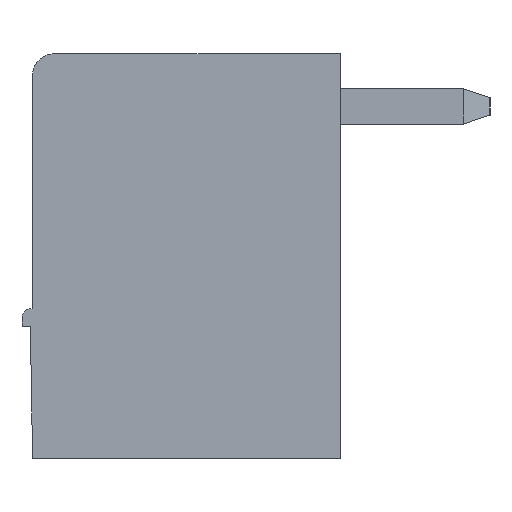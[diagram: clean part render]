
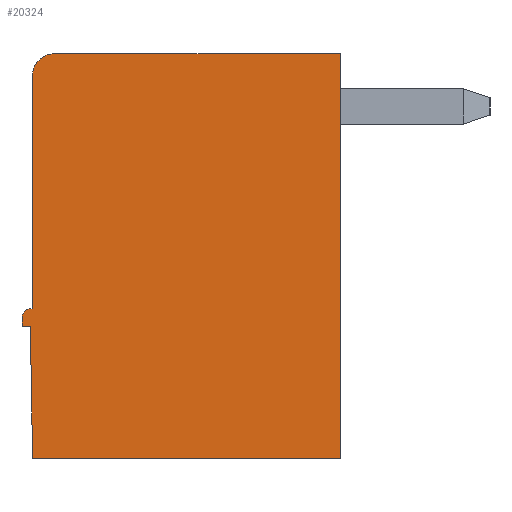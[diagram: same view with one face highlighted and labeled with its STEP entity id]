
A CAD part, left-side view. The second image highlights one B-rep face of the part: STEP entity #20324.
In plain terms, the highlighted planar face has unit normal (-1, 0, 0).
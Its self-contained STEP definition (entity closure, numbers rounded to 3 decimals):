
#3033=DIRECTION('',(0.,-1.,0.));
#3034=VECTOR('',#3033,0.19);
#3035=CARTESIAN_POINT('',(-17.54,7.29,-6.2));
#3036=LINE('',#3035,#3034);
#3041=DIRECTION('',(0.,0.,-1.));
#3042=VECTOR('',#3041,0.2);
#3043=CARTESIAN_POINT('',(-17.54,7.29,-6.));
#3044=LINE('',#3043,#3042);
#3053=DIRECTION('',(0.,1.,0.));
#3054=VECTOR('',#3053,0.04);
#3055=CARTESIAN_POINT('',(-17.54,7.05,
-5.8));
#3056=LINE('',#3055,#3054);
#7256=DIRECTION('',(0.,1.,0.));
#7257=VECTOR('',#7256,7.);
#7258=CARTESIAN_POINT('',(-17.54,0.05,
-9.2));
#7259=LINE('',#7258,#7257);
#7260=DIRECTION('',(0.,0.017,1.));
#7261=VECTOR('',#7260,3.);
#7262=CARTESIAN_POINT('',(-17.54,7.05,
-9.2));
#7263=LINE('',#7262,#7261);
#7264=CARTESIAN_POINT('',(-17.54,7.09,
-6.));
#7265=DIRECTION('',(1.,0.,0.));
#7266=DIRECTION('',(0.,1.,0.));
#7267=AXIS2_PLACEMENT_3D('',#7264,#7265,#7266);
#7269=DIRECTION('',(0.,0.,1.));
#7270=VECTOR('',#7269,5.3);
#7271=CARTESIAN_POINT('',(-17.54,7.05,
-5.8));
#7272=LINE('',#7271,#7270);
#7273=CARTESIAN_POINT('',(-17.54,6.55,
-0.5));
#7274=DIRECTION('',(1.,0.,0.));
#7275=DIRECTION('',(0.,1.,0.));
#7276=AXIS2_PLACEMENT_3D('',#7273,#7274,#7275);
#7278=DIRECTION('',(0.,-1.,0.));
#7279=VECTOR('',#7278,6.5);
#7280=CARTESIAN_POINT('',(-17.54,6.55,
0.));
#7281=LINE('',#7280,#7279);
#7282=DIRECTION('',(0.,0.,-1.));
#7283=VECTOR('',#7282,9.2);
#7284=CARTESIAN_POINT('',(-17.54,0.05,
0.));
#7285=LINE('',#7284,#7283);
#8630=CARTESIAN_POINT('',(-17.54,0.05,
-9.2));
#8631=CARTESIAN_POINT('',(-17.54,7.05,
-9.2));
#8632=VERTEX_POINT('',#8630);
#8633=VERTEX_POINT('',#8631);
#8670=CARTESIAN_POINT('',(-17.54,7.1,-6.2));
#8671=VERTEX_POINT('',#8670);
#8672=CARTESIAN_POINT('',(-17.54,7.29,-6.2));
#8673=VERTEX_POINT('',#8672);
#8674=CARTESIAN_POINT('',(-17.54,7.29,-6.));
#8675=VERTEX_POINT('',#8674);
#8676=CARTESIAN_POINT('',(-17.54,7.09,
-5.8));
#8677=VERTEX_POINT('',#8676);
#8678=CARTESIAN_POINT('',(-17.54,7.05,
-5.8));
#8679=VERTEX_POINT('',#8678);
#8680=CARTESIAN_POINT('',(-17.54,7.05,
-0.5));
#8681=VERTEX_POINT('',#8680);
#8682=CARTESIAN_POINT('',(-17.54,6.55,
0.));
#8683=VERTEX_POINT('',#8682);
#8684=CARTESIAN_POINT('',(-17.54,0.05,
0.));
#8685=VERTEX_POINT('',#8684);
#20307=CARTESIAN_POINT('',(-17.54,0.,0.));
#20308=DIRECTION('',(1.,0.,0.));
#20309=DIRECTION('',(0.,0.,-1.));
#20310=AXIS2_PLACEMENT_3D('',#20307,#20308,#20309);
#20311=PLANE('',#20310);
#20312=ORIENTED_EDGE('',*,*,#10096,.T.);
#20313=ORIENTED_EDGE('',*,*,#14112,.T.);
#20314=ORIENTED_EDGE('',*,*,#14127,.F.);
#20315=ORIENTED_EDGE('',*,*,#14142,.F.);
#20316=ORIENTED_EDGE('',*,*,#14157,.T.);
#20317=ORIENTED_EDGE('',*,*,#14172,.F.);
#20318=ORIENTED_EDGE('',*,*,#14187,.T.);
#20319=ORIENTED_EDGE('',*,*,#14202,.T.);
#20320=ORIENTED_EDGE('',*,*,#14217,.T.);
#20321=ORIENTED_EDGE('',*,*,#14231,.T.);
#20322=EDGE_LOOP('',(#20312,#20313,#20314,#20315,#20316,#20317,#20318,#20319,
#20320,#20321));
#20323=FACE_OUTER_BOUND('',#20322,.F.);
#7268=CIRCLE('',#7267,0.2);
#7277=CIRCLE('',#7276,0.5);
#10096=EDGE_CURVE('',#8632,#8633,#7259,.T.);
#14112=EDGE_CURVE('',#8633,#8671,#7263,.T.);
#14127=EDGE_CURVE('',#8673,#8671,#3036,.T.);
#14142=EDGE_CURVE('',#8675,#8673,#3044,.T.);
#14157=EDGE_CURVE('',#8675,#8677,#7268,.T.);
#14172=EDGE_CURVE('',#8679,#8677,#3056,.T.);
#14187=EDGE_CURVE('',#8679,#8681,#7272,.T.);
#14202=EDGE_CURVE('',#8681,#8683,#7277,.T.);
#14217=EDGE_CURVE('',#8683,#8685,#7281,.T.);
#14231=EDGE_CURVE('',#8685,#8632,#7285,.T.);
#20324=ADVANCED_FACE('',(#20323),#20311,.F.);
